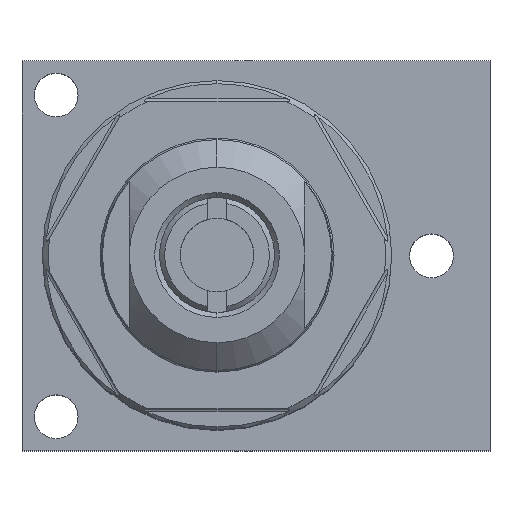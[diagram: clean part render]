
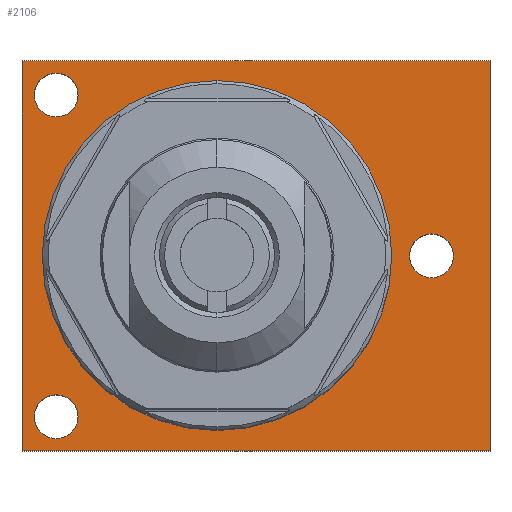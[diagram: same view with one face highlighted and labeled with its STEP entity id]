
A CAD part, top view. The second image highlights one B-rep face of the part: STEP entity #2106.
In plain terms, the highlighted planar face has unit normal (0, 0, 1).
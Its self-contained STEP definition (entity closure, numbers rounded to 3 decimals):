
#605=DIRECTION('',(0.,1.,0.));
#606=VECTOR('',#605,63.5);
#607=CARTESIAN_POINT('',(-31.75,-31.75,14.224));
#608=LINE('',#607,#606);
#609=CARTESIAN_POINT('',(0.,0.,14.224));
#610=DIRECTION('',(0.,0.,-1.));
#611=DIRECTION('',(0.,-1.,0.));
#612=AXIS2_PLACEMENT_3D('',#609,#610,#611);
#614=CARTESIAN_POINT('',(0.,0.,14.224));
#615=DIRECTION('',(0.,0.,-1.));
#616=DIRECTION('',(0.,1.,0.));
#617=AXIS2_PLACEMENT_3D('',#614,#615,#616);
#619=CARTESIAN_POINT('',(-26.187,-26.187,14.224));
#620=DIRECTION('',(0.,0.,-1.));
#621=DIRECTION('',(-1.,0.,0.));
#622=AXIS2_PLACEMENT_3D('',#619,#620,#621);
#624=CARTESIAN_POINT('',(-26.187,-26.187,14.224));
#625=DIRECTION('',(0.,0.,-1.));
#626=DIRECTION('',(1.,0.,0.));
#627=AXIS2_PLACEMENT_3D('',#624,#625,#626);
#629=CARTESIAN_POINT('',(-26.187,26.187,14.224));
#630=DIRECTION('',(0.,0.,-1.));
#631=DIRECTION('',(-1.,0.,0.));
#632=AXIS2_PLACEMENT_3D('',#629,#630,#631);
#634=CARTESIAN_POINT('',(-26.187,26.187,14.224));
#635=DIRECTION('',(0.,0.,-1.));
#636=DIRECTION('',(1.,0.,0.));
#637=AXIS2_PLACEMENT_3D('',#634,#635,#636);
#639=CARTESIAN_POINT('',(34.925,0.,14.224));
#640=DIRECTION('',(0.,0.,-1.));
#641=DIRECTION('',(-1.,0.,0.));
#642=AXIS2_PLACEMENT_3D('',#639,#640,#641);
#644=CARTESIAN_POINT('',(34.925,0.,14.224));
#645=DIRECTION('',(0.,0.,-1.));
#646=DIRECTION('',(1.,0.,0.));
#647=AXIS2_PLACEMENT_3D('',#644,#645,#646);
#657=DIRECTION('',(1.,0.,0.));
#658=VECTOR('',#657,76.2);
#659=CARTESIAN_POINT('',(-31.75,-31.75,14.224));
#660=LINE('',#659,#658);
#699=DIRECTION('',(0.,1.,0.));
#700=VECTOR('',#699,63.5);
#701=CARTESIAN_POINT('',(44.45,-31.75,14.224));
#702=LINE('',#701,#700);
#731=DIRECTION('',(1.,0.,0.));
#732=VECTOR('',#731,76.2);
#733=CARTESIAN_POINT('',(-31.75,31.75,14.224));
#734=LINE('',#733,#732);
#1388=CARTESIAN_POINT('',(-31.75,-31.75,14.224));
#1389=VERTEX_POINT('',#1388);
#1390=CARTESIAN_POINT('',(44.45,-31.75,14.224));
#1391=VERTEX_POINT('',#1390);
#1396=CARTESIAN_POINT('',(-31.75,31.75,14.224));
#1397=VERTEX_POINT('',#1396);
#1398=CARTESIAN_POINT('',(44.45,31.75,14.224));
#1399=VERTEX_POINT('',#1398);
#1404=CARTESIAN_POINT('',(-29.756,-26.187,14.224));
#1405=CARTESIAN_POINT('',(-22.619,-26.187,14.224));
#1406=VERTEX_POINT('',#1404);
#1407=VERTEX_POINT('',#1405);
#1412=CARTESIAN_POINT('',(-29.756,26.187,14.224));
#1413=CARTESIAN_POINT('',(-22.619,26.187,14.224));
#1414=VERTEX_POINT('',#1412);
#1415=VERTEX_POINT('',#1413);
#1420=CARTESIAN_POINT('',(31.357,0.,14.224));
#1421=CARTESIAN_POINT('',(38.494,0.,14.224));
#1422=VERTEX_POINT('',#1420);
#1423=VERTEX_POINT('',#1421);
#1464=CARTESIAN_POINT('',(0.,-27.446,14.224));
#1465=CARTESIAN_POINT('',(0.,27.446,14.224));
#1466=VERTEX_POINT('',#1464);
#1467=VERTEX_POINT('',#1465);
#2068=CARTESIAN_POINT('',(-31.75,-31.75,14.224));
#2069=DIRECTION('',(0.,0.,1.));
#2070=DIRECTION('',(1.,0.,0.));
#2071=AXIS2_PLACEMENT_3D('',#2068,#2069,#2070);
#2072=PLANE('',#2071);
#2074=ORIENTED_EDGE('',*,*,#2073,.F.);
#2076=ORIENTED_EDGE('',*,*,#2075,.T.);
#2078=ORIENTED_EDGE('',*,*,#2077,.T.);
#2080=ORIENTED_EDGE('',*,*,#2079,.F.);
#2081=EDGE_LOOP('',(#2074,#2076,#2078,#2080));
#2082=FACE_OUTER_BOUND('',#2081,.F.);
#2084=ORIENTED_EDGE('',*,*,#2083,.F.);
#2085=ORIENTED_EDGE('',*,*,#2058,.F.);
#2086=EDGE_LOOP('',(#2084,#2085));
#2087=FACE_BOUND('',#2086,.F.);
#2089=ORIENTED_EDGE('',*,*,#2088,.F.);
#2091=ORIENTED_EDGE('',*,*,#2090,.F.);
#2092=EDGE_LOOP('',(#2089,#2091));
#2093=FACE_BOUND('',#2092,.F.);
#2095=ORIENTED_EDGE('',*,*,#2094,.F.);
#2097=ORIENTED_EDGE('',*,*,#2096,.F.);
#2098=EDGE_LOOP('',(#2095,#2097));
#2099=FACE_BOUND('',#2098,.F.);
#2101=ORIENTED_EDGE('',*,*,#2100,.F.);
#2103=ORIENTED_EDGE('',*,*,#2102,.F.);
#2104=EDGE_LOOP('',(#2101,#2103));
#2105=FACE_BOUND('',#2104,.F.);
#2106=ADVANCED_FACE('',(#2082,#2087,#2093,#2099,#2105),#2072,.T.);
#613=CIRCLE('',#612,27.446);
#618=CIRCLE('',#617,27.446);
#623=CIRCLE('',#622,3.569);
#628=CIRCLE('',#627,3.569);
#633=CIRCLE('',#632,3.569);
#638=CIRCLE('',#637,3.569);
#643=CIRCLE('',#642,3.569);
#648=CIRCLE('',#647,3.569);
#2058=EDGE_CURVE('',#1467,#1466,#618,.T.);
#2073=EDGE_CURVE('',#1389,#1391,#660,.T.);
#2075=EDGE_CURVE('',#1389,#1397,#608,.T.);
#2077=EDGE_CURVE('',#1397,#1399,#734,.T.);
#2079=EDGE_CURVE('',#1391,#1399,#702,.T.);
#2083=EDGE_CURVE('',#1466,#1467,#613,.T.);
#2088=EDGE_CURVE('',#1406,#1407,#623,.T.);
#2090=EDGE_CURVE('',#1407,#1406,#628,.T.);
#2094=EDGE_CURVE('',#1414,#1415,#633,.T.);
#2096=EDGE_CURVE('',#1415,#1414,#638,.T.);
#2100=EDGE_CURVE('',#1422,#1423,#643,.T.);
#2102=EDGE_CURVE('',#1423,#1422,#648,.T.);
